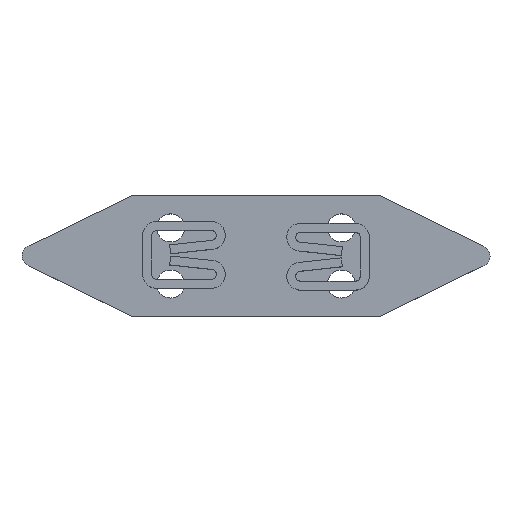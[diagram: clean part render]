
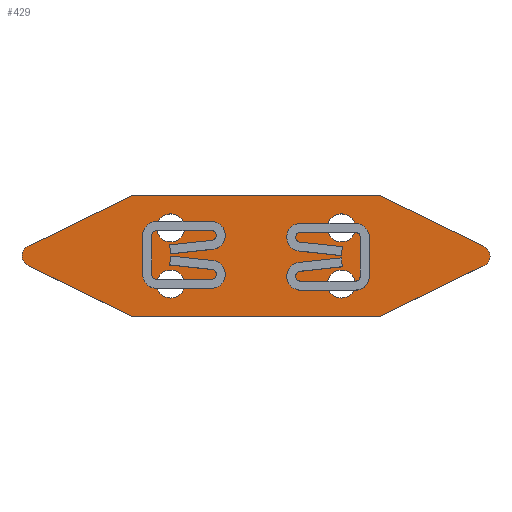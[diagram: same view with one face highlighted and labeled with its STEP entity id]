
A CAD part, top view. The second image highlights one B-rep face of the part: STEP entity #429.
In plain terms, the highlighted planar face has unit normal (0, 0, 1).
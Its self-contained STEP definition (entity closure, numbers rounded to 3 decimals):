
#24 = VERTEX_POINT('',#25);
#25 = CARTESIAN_POINT('',(-12.977,-0.558,0.));
#31 = EDGE_CURVE('',#24,#32,#34,.T.);
#32 = VERTEX_POINT('',#33);
#33 = CARTESIAN_POINT('',(-12.932,0.576,0.));
#34 = CIRCLE('',#35,0.613);
#35 = AXIS2_PLACEMENT_3D('',#36,#37,#38);
#36 = CARTESIAN_POINT('',(-12.722,0.,0.)
  );
#37 = DIRECTION('',(0.,0.,-1.));
#38 = DIRECTION('',(-0.415,-0.91,0.));
#64 = EDGE_CURVE('',#32,#65,#67,.T.);
#65 = VERTEX_POINT('',#66);
#66 = CARTESIAN_POINT('',(-7.101,3.429,0.));
#67 = LINE('',#68,#69);
#68 = CARTESIAN_POINT('',(-12.932,0.576,0.));
#69 = VECTOR('',#70,1.);
#70 = DIRECTION('',(0.898,0.439,0.));
#95 = EDGE_CURVE('',#65,#96,#98,.T.);
#96 = VERTEX_POINT('',#97);
#97 = CARTESIAN_POINT('',(7.1,3.429,0.));
#98 = LINE('',#99,#100);
#99 = CARTESIAN_POINT('',(-7.101,3.429,0.));
#100 = VECTOR('',#101,1.);
#101 = DIRECTION('',(1.,0.,0.));
#126 = EDGE_CURVE('',#96,#127,#129,.T.);
#127 = VERTEX_POINT('',#128);
#128 = CARTESIAN_POINT('',(12.977,0.558,0.));
#129 = LINE('',#130,#131);
#130 = CARTESIAN_POINT('',(7.1,3.429,0.));
#131 = VECTOR('',#132,1.);
#132 = DIRECTION('',(0.899,-0.439,0.));
#157 = EDGE_CURVE('',#127,#158,#160,.T.);
#158 = VERTEX_POINT('',#159);
#159 = CARTESIAN_POINT('',(12.932,-0.576,0.));
#160 = CIRCLE('',#161,0.613);
#161 = AXIS2_PLACEMENT_3D('',#162,#163,#164);
#162 = CARTESIAN_POINT('',(12.722,0.,0.)
  );
#163 = DIRECTION('',(0.,0.,-1.));
#164 = DIRECTION('',(0.415,0.91,0.));
#190 = EDGE_CURVE('',#158,#191,#193,.T.);
#191 = VERTEX_POINT('',#192);
#192 = CARTESIAN_POINT('',(7.101,-3.429,0.));
#193 = LINE('',#194,#195);
#194 = CARTESIAN_POINT('',(12.932,-0.576,0.));
#195 = VECTOR('',#196,1.);
#196 = DIRECTION('',(-0.898,-0.439,0.));
#221 = EDGE_CURVE('',#191,#222,#224,.T.);
#222 = VERTEX_POINT('',#223);
#223 = CARTESIAN_POINT('',(-7.1,-3.429,0.));
#224 = LINE('',#225,#226);
#225 = CARTESIAN_POINT('',(7.101,-3.429,0.));
#226 = VECTOR('',#227,1.);
#227 = DIRECTION('',(-1.,0.,0.));
#252 = EDGE_CURVE('',#222,#24,#253,.T.);
#253 = LINE('',#254,#255);
#254 = CARTESIAN_POINT('',(-7.1,-3.429,0.));
#255 = VECTOR('',#256,1.);
#256 = DIRECTION('',(-0.899,0.439,0.));
#276 = VERTEX_POINT('',#277);
#277 = CARTESIAN_POINT('',(-4.064,-1.6,0.));
#283 = EDGE_CURVE('',#276,#276,#284,.T.);
#284 = CIRCLE('',#285,0.8);
#285 = AXIS2_PLACEMENT_3D('',#286,#287,#288);
#286 = CARTESIAN_POINT('',(-4.864,-1.6,0.));
#287 = DIRECTION('',(0.,0.,1.));
#288 = DIRECTION('',(1.,0.,0.));
#309 = VERTEX_POINT('',#310);
#310 = CARTESIAN_POINT('',(-4.064,1.6,0.));
#316 = EDGE_CURVE('',#309,#309,#317,.T.);
#317 = CIRCLE('',#318,0.8);
#318 = AXIS2_PLACEMENT_3D('',#319,#320,#321);
#319 = CARTESIAN_POINT('',(-4.864,1.6,0.));
#320 = DIRECTION('',(0.,0.,1.));
#321 = DIRECTION('',(1.,0.,0.));
#342 = VERTEX_POINT('',#343);
#343 = CARTESIAN_POINT('',(5.664,-1.6,0.));
#349 = EDGE_CURVE('',#342,#342,#350,.T.);
#350 = CIRCLE('',#351,0.8);
#351 = AXIS2_PLACEMENT_3D('',#352,#353,#354);
#352 = CARTESIAN_POINT('',(4.864,-1.6,0.));
#353 = DIRECTION('',(0.,0.,1.));
#354 = DIRECTION('',(1.,0.,0.));
#375 = VERTEX_POINT('',#376);
#376 = CARTESIAN_POINT('',(5.664,1.6,0.));
#382 = EDGE_CURVE('',#375,#375,#383,.T.);
#383 = CIRCLE('',#384,0.8);
#384 = AXIS2_PLACEMENT_3D('',#385,#386,#387);
#385 = CARTESIAN_POINT('',(4.864,1.6,0.));
#386 = DIRECTION('',(0.,0.,1.));
#387 = DIRECTION('',(1.,0.,0.));
#429 = ADVANCED_FACE('',(#430,#440,#443,#446,#449),#452,.T.);
#430 = FACE_BOUND('',#431,.F.);
#431 = EDGE_LOOP('',(#432,#433,#434,#435,#436,#437,#438,#439));
#432 = ORIENTED_EDGE('',*,*,#31,.T.);
#433 = ORIENTED_EDGE('',*,*,#64,.T.);
#434 = ORIENTED_EDGE('',*,*,#95,.T.);
#435 = ORIENTED_EDGE('',*,*,#126,.T.);
#436 = ORIENTED_EDGE('',*,*,#157,.T.);
#437 = ORIENTED_EDGE('',*,*,#190,.T.);
#438 = ORIENTED_EDGE('',*,*,#221,.T.);
#439 = ORIENTED_EDGE('',*,*,#252,.T.);
#440 = FACE_BOUND('',#441,.T.);
#441 = EDGE_LOOP('',(#442));
#442 = ORIENTED_EDGE('',*,*,#283,.F.);
#443 = FACE_BOUND('',#444,.T.);
#444 = EDGE_LOOP('',(#445));
#445 = ORIENTED_EDGE('',*,*,#316,.F.);
#446 = FACE_BOUND('',#447,.T.);
#447 = EDGE_LOOP('',(#448));
#448 = ORIENTED_EDGE('',*,*,#349,.F.);
#449 = FACE_BOUND('',#450,.T.);
#450 = EDGE_LOOP('',(#451));
#451 = ORIENTED_EDGE('',*,*,#382,.F.);
#452 = PLANE('',#453);
#453 = AXIS2_PLACEMENT_3D('',#454,#455,#456);
#454 = CARTESIAN_POINT('',(-12.977,-0.558,0.));
#455 = DIRECTION('',(0.,0.,1.));
#456 = DIRECTION('',(1.,0.,0.));
